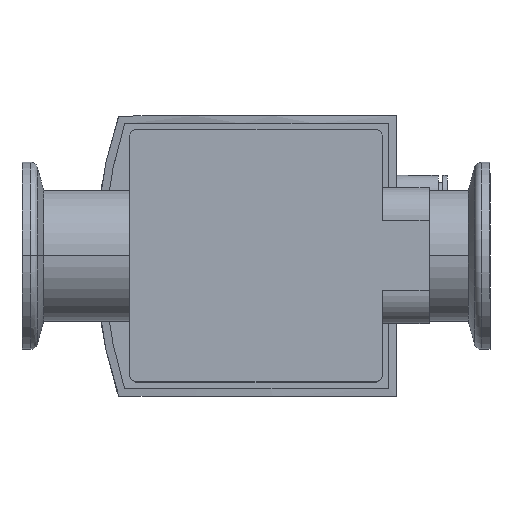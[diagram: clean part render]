
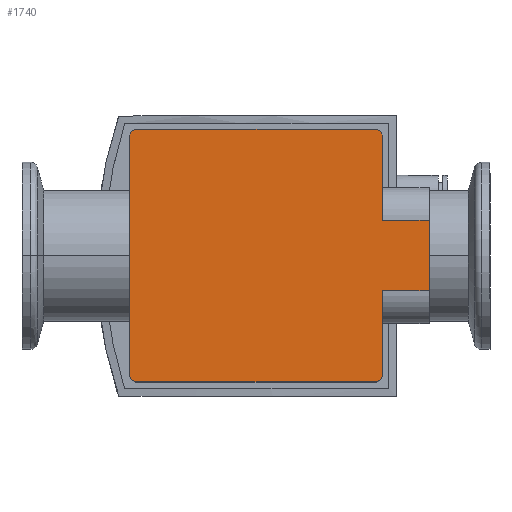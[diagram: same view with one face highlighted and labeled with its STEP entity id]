
A CAD part, top view. The second image highlights one B-rep face of the part: STEP entity #1740.
In plain terms, the highlighted planar face has unit normal (0, 0, 1).
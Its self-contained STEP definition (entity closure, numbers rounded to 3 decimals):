
#18 = VERTEX_POINT ( 'NONE', #279 ) ;
#40 = CARTESIAN_POINT ( 'NONE',  ( -27., 27., 31.8 ) ) ;
#111 = EDGE_CURVE ( 'NONE', #957, #18, #4270, .T. ) ;
#126 = DIRECTION ( 'NONE',  ( 0., 1., 0. ) ) ;
#155 = DIRECTION ( 'NONE',  ( 0., 0., -1. ) ) ;
#158 = ORIENTED_EDGE ( 'NONE', *, *, #4448, .F. ) ;
#163 = CARTESIAN_POINT ( 'NONE',  ( 25.5, -27., 31.8 ) ) ;
#228 = LINE ( 'NONE', #930, #1133 ) ;
#275 = ORIENTED_EDGE ( 'NONE', *, *, #1747, .T. ) ;
#279 = CARTESIAN_POINT ( 'NONE',  ( 27., -25.5, 31.8 ) ) ;
#311 = CARTESIAN_POINT ( 'NONE',  ( -27., -25.5, 31.8 ) ) ;
#372 = CARTESIAN_POINT ( 'NONE',  ( -25.5, -27., 31.8 ) ) ;
#390 = VECTOR ( 'NONE', #671, 1000. ) ;
#391 = VERTEX_POINT ( 'NONE', #2621 ) ;
#400 = CARTESIAN_POINT ( 'NONE',  ( -27., 25.5, 31.8 ) ) ;
#410 = ORIENTED_EDGE ( 'NONE', *, *, #2188, .T. ) ;
#437 = LINE ( 'NONE', #4417, #4293 ) ;
#445 = DIRECTION ( 'NONE',  ( 1., 0., 0. ) ) ;
#460 = ORIENTED_EDGE ( 'NONE', *, *, #3399, .F. ) ;
#473 = VERTEX_POINT ( 'NONE', #400 ) ;
#525 = EDGE_LOOP ( 'NONE', ( #3468, #2861, #460, #1859, #2520, #2988, #4211, #275, #410, #158, #1077, #1197 ) ) ;
#532 = CARTESIAN_POINT ( 'NONE',  ( 25.5, 27., 31.8 ) ) ;
#584 = EDGE_CURVE ( 'NONE', #957, #4108, #3649, .T. ) ;
#630 = CARTESIAN_POINT ( 'NONE',  ( 0., 0., 31.8 ) ) ;
#671 = DIRECTION ( 'NONE',  ( 0., 1., 0. ) ) ;
#787 = VECTOR ( 'NONE', #445, 1000. ) ;
#816 = LINE ( 'NONE', #3102, #3553 ) ;
#858 = CARTESIAN_POINT ( 'NONE',  ( 27., -7.5, 31.8 ) ) ;
#930 = CARTESIAN_POINT ( 'NONE',  ( 27., 27., 31.8 ) ) ;
#934 = CARTESIAN_POINT ( 'NONE',  ( 37., 7.5, 31.8 ) ) ;
#957 = VERTEX_POINT ( 'NONE', #858 ) ;
#990 = CARTESIAN_POINT ( 'NONE',  ( 0., 7.5, 31.8 ) ) ;
#1077 = ORIENTED_EDGE ( 'NONE', *, *, #3605, .F. ) ;
#1083 = VERTEX_POINT ( 'NONE', #163 ) ;
#1133 = VECTOR ( 'NONE', #3523, 1000. ) ;
#1144 = AXIS2_PLACEMENT_3D ( 'NONE', #630, #3999, #4032 ) ;
#1192 = DIRECTION ( 'NONE',  ( 1., 0., 0. ) ) ;
#1197 = ORIENTED_EDGE ( 'NONE', *, *, #2525, .F. ) ;
#1221 = CARTESIAN_POINT ( 'NONE',  ( -25.5, 25.5, 31.8 ) ) ;
#1228 = EDGE_CURVE ( 'NONE', #18, #1083, #4033, .T. ) ;
#1327 = VECTOR ( 'NONE', #1950, 1000. ) ;
#1368 = CIRCLE ( 'NONE', #4284, 1.5 ) ;
#1445 = PLANE ( 'NONE',  #1144 ) ;
#1497 = VERTEX_POINT ( 'NONE', #4631 ) ;
#1517 = AXIS2_PLACEMENT_3D ( 'NONE', #4063, #1857, #4429 ) ;
#1579 = CARTESIAN_POINT ( 'NONE',  ( 37., -7.5, 31.8 ) ) ;
#1609 = DIRECTION ( 'NONE',  ( 1., 0., 0. ) ) ;
#1716 = CIRCLE ( 'NONE', #4837, 1.5 ) ;
#1740 = ADVANCED_FACE ( 'NONE', ( #4237 ), #1445, .T. ) ;
#1747 = EDGE_CURVE ( 'NONE', #4108, #2116, #3379, .T. ) ;
#1826 = CARTESIAN_POINT ( 'NONE',  ( 37., 0., 31.8 ) ) ;
#1832 = CARTESIAN_POINT ( 'NONE',  ( 25.5, 25.5, 31.8 ) ) ;
#1846 = DIRECTION ( 'NONE',  ( -1., 0., 0. ) ) ;
#1857 = DIRECTION ( 'NONE',  ( 0., 0., -1. ) ) ;
#1859 = ORIENTED_EDGE ( 'NONE', *, *, #2321, .F. ) ;
#1950 = DIRECTION ( 'NONE',  ( 0., -1., 0. ) ) ;
#2116 = VERTEX_POINT ( 'NONE', #934 ) ;
#2188 = EDGE_CURVE ( 'NONE', #2116, #3864, #3486, .T. ) ;
#2195 = DIRECTION ( 'NONE',  ( -1., 0., 0. ) ) ;
#2297 = VERTEX_POINT ( 'NONE', #311 ) ;
#2321 = EDGE_CURVE ( 'NONE', #1083, #3222, #437, .T. ) ;
#2331 = CARTESIAN_POINT ( 'NONE',  ( 27., 27., 31.8 ) ) ;
#2416 = CARTESIAN_POINT ( 'NONE',  ( -25.5, -25.5, 31.8 ) ) ;
#2520 = ORIENTED_EDGE ( 'NONE', *, *, #1228, .F. ) ;
#2525 = EDGE_CURVE ( 'NONE', #391, #3798, #3780, .T. ) ;
#2621 = CARTESIAN_POINT ( 'NONE',  ( -25.5, 27., 31.8 ) ) ;
#2787 = DIRECTION ( 'NONE',  ( -1., 0., 0. ) ) ;
#2796 = VECTOR ( 'NONE', #1192, 1000. ) ;
#2861 = ORIENTED_EDGE ( 'NONE', *, *, #4225, .F. ) ;
#2988 = ORIENTED_EDGE ( 'NONE', *, *, #111, .F. ) ;
#3082 = CARTESIAN_POINT ( 'NONE',  ( 0., -7.5, 31.8 ) ) ;
#3102 = CARTESIAN_POINT ( 'NONE',  ( -27., -27., 31.8 ) ) ;
#3222 = VERTEX_POINT ( 'NONE', #372 ) ;
#3379 = LINE ( 'NONE', #1826, #390 ) ;
#3399 = EDGE_CURVE ( 'NONE', #3222, #2297, #3507, .T. ) ;
#3468 = ORIENTED_EDGE ( 'NONE', *, *, #4331, .F. ) ;
#3486 = LINE ( 'NONE', #990, #3844 ) ;
#3507 = CIRCLE ( 'NONE', #4386, 1.5 ) ;
#3523 = DIRECTION ( 'NONE',  ( 0., -1., 0. ) ) ;
#3553 = VECTOR ( 'NONE', #126, 1000. ) ;
#3605 = EDGE_CURVE ( 'NONE', #3798, #1497, #1368, .T. ) ;
#3649 = LINE ( 'NONE', #3082, #787 ) ;
#3780 = LINE ( 'NONE', #40, #2796 ) ;
#3798 = VERTEX_POINT ( 'NONE', #532 ) ;
#3822 = DIRECTION ( 'NONE',  ( 0., 0., -1. ) ) ;
#3844 = VECTOR ( 'NONE', #3954, 1000. ) ;
#3864 = VERTEX_POINT ( 'NONE', #4679 ) ;
#3954 = DIRECTION ( 'NONE',  ( -1., 0., 0. ) ) ;
#3999 = DIRECTION ( 'NONE',  ( 0., 0., 1. ) ) ;
#4032 = DIRECTION ( 'NONE',  ( 1., 0., 0. ) ) ;
#4033 = CIRCLE ( 'NONE', #1517, 1.5 ) ;
#4063 = CARTESIAN_POINT ( 'NONE',  ( 25.5, -25.5, 31.8 ) ) ;
#4108 = VERTEX_POINT ( 'NONE', #1579 ) ;
#4211 = ORIENTED_EDGE ( 'NONE', *, *, #584, .T. ) ;
#4225 = EDGE_CURVE ( 'NONE', #2297, #473, #816, .T. ) ;
#4237 = FACE_OUTER_BOUND ( 'NONE', #525, .T. ) ;
#4270 = LINE ( 'NONE', #2331, #1327 ) ;
#4284 = AXIS2_PLACEMENT_3D ( 'NONE', #1832, #4408, #2195 ) ;
#4293 = VECTOR ( 'NONE', #1846, 1000. ) ;
#4331 = EDGE_CURVE ( 'NONE', #473, #391, #1716, .T. ) ;
#4386 = AXIS2_PLACEMENT_3D ( 'NONE', #2416, #155, #2787 ) ;
#4408 = DIRECTION ( 'NONE',  ( 0., 0., -1. ) ) ;
#4417 = CARTESIAN_POINT ( 'NONE',  ( 27., -27., 31.8 ) ) ;
#4429 = DIRECTION ( 'NONE',  ( -1., 0., 0. ) ) ;
#4448 = EDGE_CURVE ( 'NONE', #1497, #3864, #228, .T. ) ;
#4631 = CARTESIAN_POINT ( 'NONE',  ( 27., 25.5, 31.8 ) ) ;
#4679 = CARTESIAN_POINT ( 'NONE',  ( 27., 7.5, 31.8 ) ) ;
#4837 = AXIS2_PLACEMENT_3D ( 'NONE', #1221, #3822, #1609 ) ;
